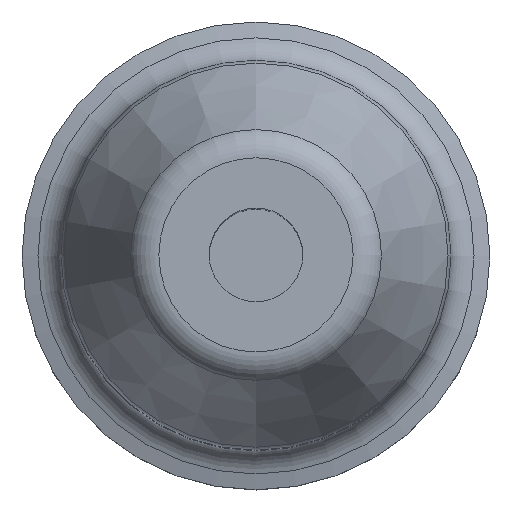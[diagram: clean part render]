
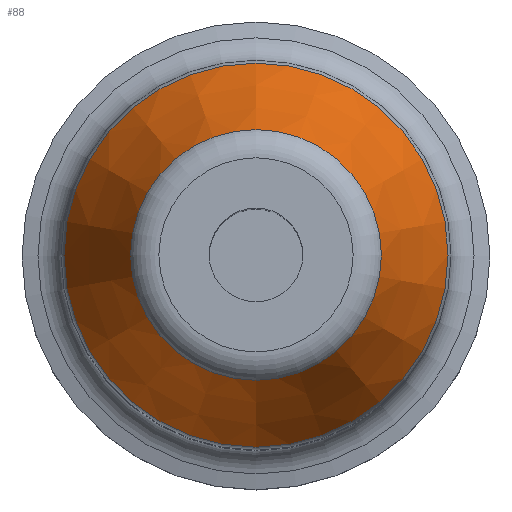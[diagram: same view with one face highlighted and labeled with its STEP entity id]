
A CAD part, top view. The second image highlights one B-rep face of the part: STEP entity #88.
In plain terms, the highlighted conical face has half-angle 25 degrees and reference radius 7.5 mm.
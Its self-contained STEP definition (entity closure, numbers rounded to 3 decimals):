
#51=CONICAL_SURFACE('',#239,7.5,25.);
#56=FACE_BOUND('',#115,.T.);
#57=FACE_BOUND('',#116,.T.);
#88=ADVANCED_FACE('',(#56,#57),#51,.T.);
#115=EDGE_LOOP('',(#149));
#116=EDGE_LOOP('',(#150));
#149=ORIENTED_EDGE('',*,*,#200,.T.);
#150=ORIENTED_EDGE('',*,*,#201,.T.);
#183=VERTEX_POINT('',#349);
#184=VERTEX_POINT('',#351);
#200=EDGE_CURVE('',#183,#183,#217,.T.);
#201=EDGE_CURVE('',#184,#184,#218,.T.);
#217=CIRCLE('',#237,12.313);
#218=CIRCLE('',#238,8.038);
#237=AXIS2_PLACEMENT_3D('',#348,#279,#280);
#238=AXIS2_PLACEMENT_3D('',#350,#281,#282);
#239=AXIS2_PLACEMENT_3D('',#352,#283,#284);
#279=DIRECTION('',(0.,0.,1.));
#280=DIRECTION('',(0.,-1.,0.));
#281=DIRECTION('',(0.,0.,-1.));
#282=DIRECTION('',(0.,1.,0.));
#283=DIRECTION('',(0.,0.,-1.));
#284=DIRECTION('',(0.,1.,0.));
#348=CARTESIAN_POINT('',(0.,0.,32.679));
#349=CARTESIAN_POINT('',(0.,-12.313,32.679));
#350=CARTESIAN_POINT('',(0.,0.,41.845));
#351=CARTESIAN_POINT('',(0.,8.038,41.845));
#352=CARTESIAN_POINT('',(0.,0.,43.));
